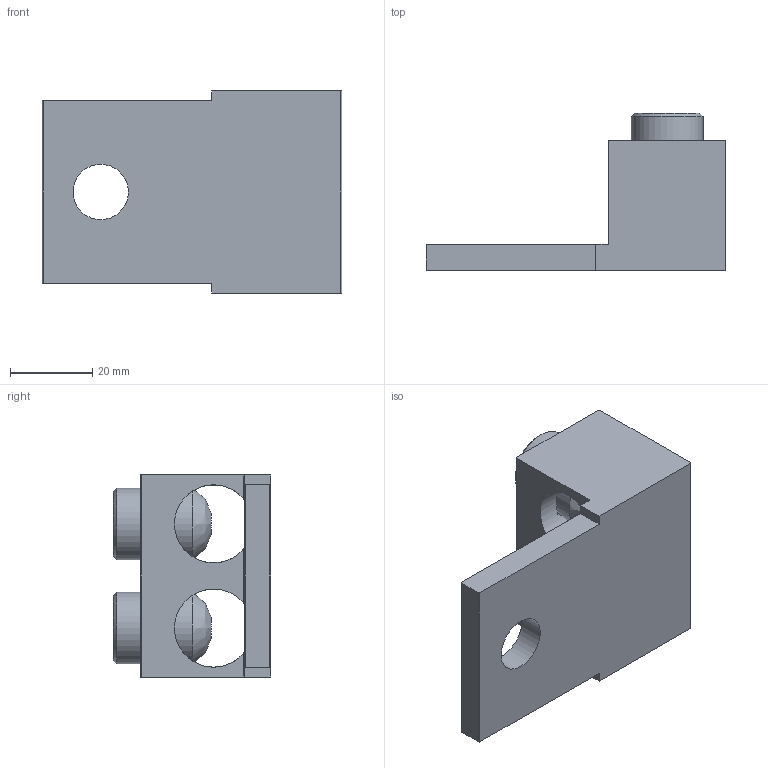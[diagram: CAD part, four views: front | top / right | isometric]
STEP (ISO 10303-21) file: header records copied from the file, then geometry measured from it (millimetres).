
FILE_DESCRIPTION(/* description */ (''),/* implementation_level */ '2;1');
FILE_NAME(/* name */ '2S350-T-Assembled.stp',/* time_stamp */ '2016-02-05T08:37:34-05:00',/* author */ ('tsmith'),/* organization */ (''),/* preprocessor_version */ 'ST-DEVELOPER v15.6',/* originating_system */ 'Autodesk Inventor 2015',/* authorisation */ '');
FILE_SCHEMA (('AUTOMOTIVE_DESIGN { 1 0 10303 214 3 1 1 }'));
Length unit declared in the file: inch
Products named in the file (3): 2S350-T PART1; 14240; 2S350-T-Assembled
Assembly tree (3 placements, depth 2):
  2S350-T-Assembled
    2S350-T PART1
    14240  x2
Bounding box: 73.03 x 38.3 x 49.23 mm (x, y, z)
Volume: 44302 mm3; surface area: 19766.7 mm2
Topology: 3 solids, 3 shells, 149 faces, 364 edges, 241 vertices
Faces by surface type: bspline 72, plane 36, cylinder 31, cone 10
Full cylindrical faces by diameter (mm): 13.487 x1, 17.45 x2, 19.05 x2
Entity records: 8834 total; most frequent: CARTESIAN_POINT 6193, ORIENTED_EDGE 646, EDGE_CURVE 323, DIRECTION 280, VERTEX_POINT 218, B_SPLINE_CURVE_WITH_KNOTS 212, EDGE_LOOP 173, FACE_OUTER_BOUND 136
